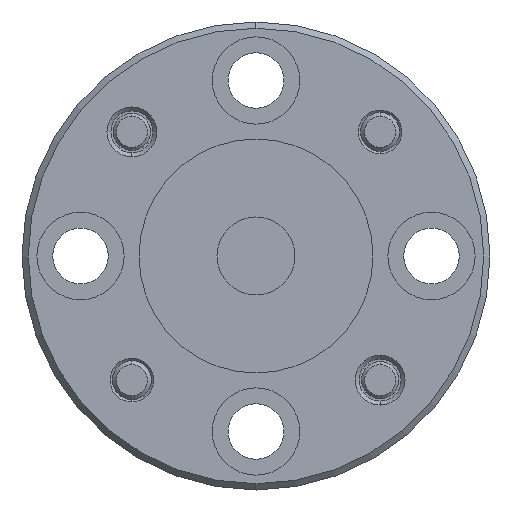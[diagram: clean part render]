
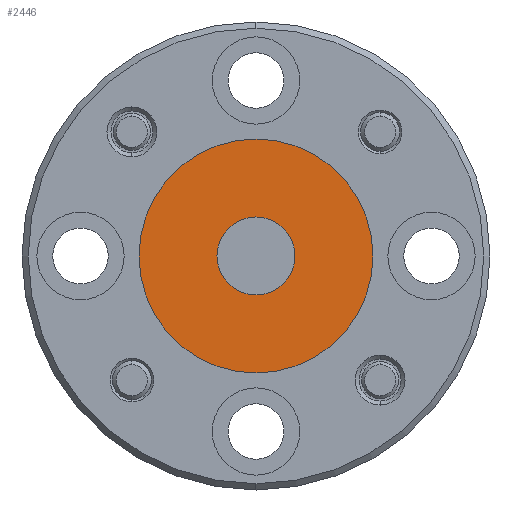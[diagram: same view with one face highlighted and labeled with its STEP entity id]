
A CAD part, left-side view. The second image highlights one B-rep face of the part: STEP entity #2446.
In plain terms, the highlighted planar face has unit normal (-1, 0, 0).
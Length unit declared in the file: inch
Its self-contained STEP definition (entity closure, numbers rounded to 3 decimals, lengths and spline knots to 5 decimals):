
#114 = DIRECTION ( 'NONE',  ( 0., 0., -1. ) ) ;
#136 = EDGE_CURVE ( 'NONE', #3161, #3286, #3580, .T. ) ;
#167 = CARTESIAN_POINT ( 'NONE',  ( -3.0387, 0.63846, 0.90588 ) ) ;
#210 = ORIENTED_EDGE ( 'NONE', *, *, #2265, .F. ) ;
#375 = VERTEX_POINT ( 'NONE', #3155 ) ;
#579 = ORIENTED_EDGE ( 'NONE', *, *, #2713, .F. ) ;
#666 = VERTEX_POINT ( 'NONE', #3690 ) ;
#701 = PLANE ( 'NONE',  #3288 ) ;
#718 = CARTESIAN_POINT ( 'NONE',  ( -3.0387, 0.82596, 0.90588 ) ) ;
#740 = DIRECTION ( 'NONE',  ( 0., 0., -1. ) ) ;
#886 = CIRCLE ( 'NONE', #1629, 0.0625 ) ;
#941 = CARTESIAN_POINT ( 'NONE',  ( -3.0387, 0.63846, 0.90588 ) ) ;
#993 = AXIS2_PLACEMENT_3D ( 'NONE', #167, #1899, #740 ) ;
#997 = CARTESIAN_POINT ( 'NONE',  ( -3.0387, 0.63846, 0.90588 ) ) ;
#1152 = ORIENTED_EDGE ( 'NONE', *, *, #1837, .F. ) ;
#1183 = DIRECTION ( 'NONE',  ( 0., 0., 1. ) ) ;
#1219 = CIRCLE ( 'NONE', #993, 0.1875 ) ;
#1224 = CARTESIAN_POINT ( 'NONE',  ( -3.0387, 0.63846, 0.90588 ) ) ;
#1267 = DIRECTION ( 'NONE',  ( 1., 0., 0. ) ) ;
#1629 = AXIS2_PLACEMENT_3D ( 'NONE', #941, #3000, #2415 ) ;
#1698 = DIRECTION ( 'NONE',  ( -1., 0., 0. ) ) ;
#1759 = AXIS2_PLACEMENT_3D ( 'NONE', #1224, #3585, #1183 ) ;
#1837 = EDGE_CURVE ( 'NONE', #3286, #3161, #1219, .T. ) ;
#1899 = DIRECTION ( 'NONE',  ( 1., 0., 0. ) ) ;
#2160 = EDGE_LOOP ( 'NONE', ( #210, #579 ) ) ;
#2265 = EDGE_CURVE ( 'NONE', #375, #666, #886, .T. ) ;
#2400 = FACE_OUTER_BOUND ( 'NONE', #2994, .T. ) ;
#2415 = DIRECTION ( 'NONE',  ( 0., 0., 1. ) ) ;
#2446 = ADVANCED_FACE ( 'NONE', ( #3145, #2400 ), #701, .T. ) ;
#2593 = CARTESIAN_POINT ( 'NONE',  ( -3.0387, 0.63846, 1.09338 ) ) ;
#2713 = EDGE_CURVE ( 'NONE', #666, #375, #3410, .T. ) ;
#2994 = EDGE_LOOP ( 'NONE', ( #3335, #1152 ) ) ;
#3000 = DIRECTION ( 'NONE',  ( -1., 0., 0. ) ) ;
#3135 = DIRECTION ( 'NONE',  ( 0., 0., 1. ) ) ;
#3145 = FACE_BOUND ( 'NONE', #2160, .T. ) ;
#3155 = CARTESIAN_POINT ( 'NONE',  ( -3.0387, 0.63846, 0.96838 ) ) ;
#3161 = VERTEX_POINT ( 'NONE', #3735 ) ;
#3286 = VERTEX_POINT ( 'NONE', #2593 ) ;
#3288 = AXIS2_PLACEMENT_3D ( 'NONE', #718, #1698, #3135 ) ;
#3335 = ORIENTED_EDGE ( 'NONE', *, *, #136, .F. ) ;
#3410 = CIRCLE ( 'NONE', #1759, 0.0625 ) ;
#3580 = CIRCLE ( 'NONE', #3645, 0.1875 ) ;
#3585 = DIRECTION ( 'NONE',  ( -1., 0., 0. ) ) ;
#3645 = AXIS2_PLACEMENT_3D ( 'NONE', #997, #1267, #114 ) ;
#3690 = CARTESIAN_POINT ( 'NONE',  ( -3.0387, 0.63846, 0.84338 ) ) ;
#3735 = CARTESIAN_POINT ( 'NONE',  ( -3.0387, 0.63846, 0.71838 ) ) ;
